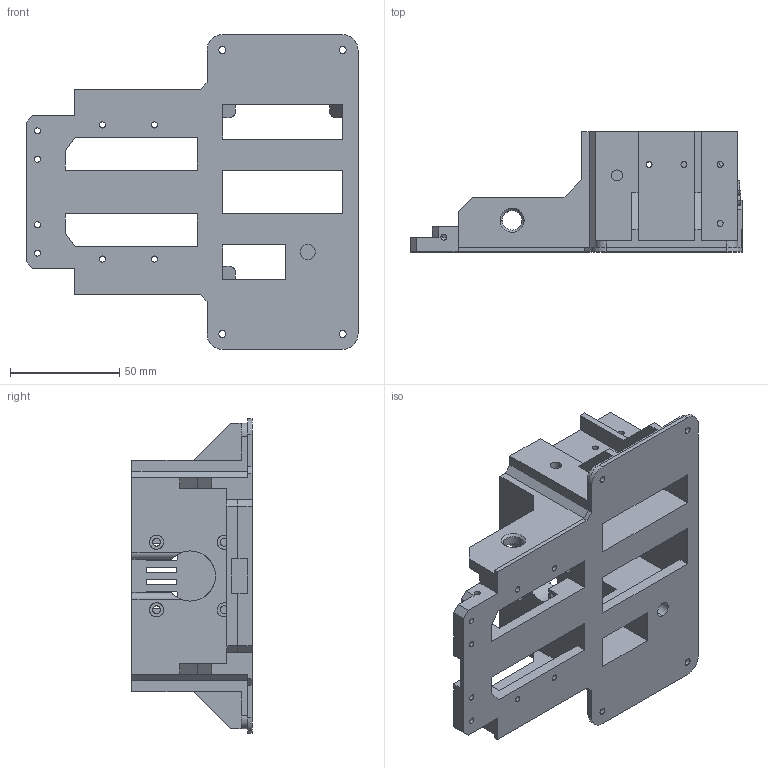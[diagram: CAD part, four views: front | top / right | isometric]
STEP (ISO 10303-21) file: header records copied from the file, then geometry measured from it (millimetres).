
FILE_DESCRIPTION (( 'STEP AP203' ), '1' );
FILE_NAME ('1Z y-axis-drive housing-body.STEP', '2018-05-17T17:50:49', ( '' ), ( '' ), 'SwSTEP 2.0', 'SolidWorks 2018', '' );
FILE_SCHEMA (( 'CONFIG_CONTROL_DESIGN' ));
Length unit declared in the file: millimetre
Products named in the file (1): 1Z y-axis-drive housing-body
Bounding box: 152 x 55 x 144 mm (x, y, z)
Volume: 212855.3 mm3; surface area: 81673.4 mm2
Topology: 1 solids, 1 shells, 327 faces, 934 edges, 613 vertices
Faces by surface type: plane 180, cylinder 111, bspline 22, cone 14
Entity records: 15069 total; most frequent: CARTESIAN_POINT 6452, ORIENTED_EDGE 1848, DIRECTION 1633, EDGE_CURVE 924, VECTOR 615, LINE 615, VERTEX_POINT 613, AXIS2_PLACEMENT_3D 509
